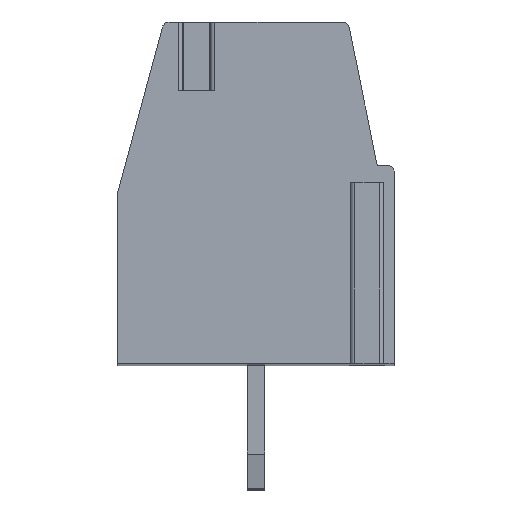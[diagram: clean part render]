
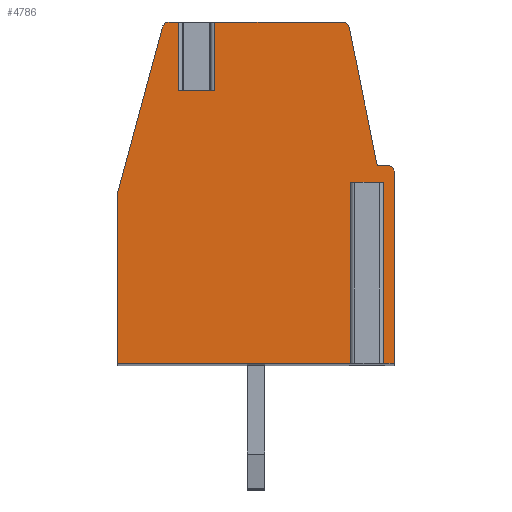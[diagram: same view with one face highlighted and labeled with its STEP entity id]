
A CAD part, top view. The second image highlights one B-rep face of the part: STEP entity #4786.
In plain terms, the highlighted planar face has unit normal (0, 0, 1).
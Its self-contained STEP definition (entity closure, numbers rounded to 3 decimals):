
#254=DIRECTION('',(-1.,0.,0.));
#255=VECTOR('',#254,1.07);
#256=CARTESIAN_POINT('',(-1.21,3.,2.5));
#257=LINE('',#256,#255);
#258=DIRECTION('',(0.,1.,0.));
#259=VECTOR('',#258,2.);
#260=CARTESIAN_POINT('',(-1.21,3.,2.5));
#261=LINE('',#260,#259);
#262=DIRECTION('',(-1.,0.,0.));
#263=VECTOR('',#262,3.746);
#264=CARTESIAN_POINT('',(2.536,5.,2.5));
#265=LINE('',#264,#263);
#266=CARTESIAN_POINT('',(2.536,4.8,2.5));
#267=DIRECTION('',(0.,0.,1.));
#268=DIRECTION('',(0.98,0.198,0.));
#269=AXIS2_PLACEMENT_3D('',#266,#267,#268);
#271=DIRECTION('',(-0.198,0.98,0.));
#272=VECTOR('',#271,4.122);
#273=CARTESIAN_POINT('',(3.55,0.8,2.5));
#274=LINE('',#273,#272);
#275=DIRECTION('',(-1.,0.,0.));
#276=VECTOR('',#275,0.3);
#277=CARTESIAN_POINT('',(3.85,0.8,2.5));
#278=LINE('',#277,#276);
#279=CARTESIAN_POINT('',(3.85,0.6,2.5));
#280=DIRECTION('',(0.,0.,1.));
#281=DIRECTION('',(1.,0.,0.));
#282=AXIS2_PLACEMENT_3D('',#279,#280,#281);
#284=DIRECTION('',(0.,1.,0.));
#285=VECTOR('',#284,5.6);
#286=CARTESIAN_POINT('',(4.05,-5.,2.5));
#287=LINE('',#286,#285);
#288=DIRECTION('',(1.,0.,0.));
#289=VECTOR('',#288,0.495);
#290=CARTESIAN_POINT('',(3.555,-5.,2.5));
#291=LINE('',#290,#289);
#292=DIRECTION('',(0.,1.,0.));
#293=VECTOR('',#292,5.3);
#294=CARTESIAN_POINT('',(3.555,-5.,2.5));
#295=LINE('',#294,#293);
#296=DIRECTION('',(1.,0.,0.));
#297=VECTOR('',#296,0.6);
#298=CARTESIAN_POINT('',(2.955,0.3,2.5));
#299=LINE('',#298,#297);
#300=DIRECTION('',(0.,1.,0.));
#301=VECTOR('',#300,5.3);
#302=CARTESIAN_POINT('',(2.955,-5.,2.5));
#303=LINE('',#302,#301);
#304=DIRECTION('',(1.,0.,0.));
#305=VECTOR('',#304,7.005);
#306=CARTESIAN_POINT('',(-4.05,-5.,2.5));
#307=LINE('',#306,#305);
#308=DIRECTION('',(0.,-1.,0.));
#309=VECTOR('',#308,5.);
#310=CARTESIAN_POINT('',(-4.05,0.,2.5));
#311=LINE('',#310,#309);
#312=DIRECTION('',(-0.261,-0.965,0.));
#313=VECTOR('',#312,5.026);
#314=CARTESIAN_POINT('',(-2.74,4.852,2.5));
#315=LINE('',#314,#313);
#316=CARTESIAN_POINT('',(-2.547,4.8,2.5));
#317=DIRECTION('',(0.,0.,1.));
#318=DIRECTION('',(0.,1.,0.));
#319=AXIS2_PLACEMENT_3D('',#316,#317,#318);
#321=DIRECTION('',(-1.,0.,0.));
#322=VECTOR('',#321,0.267);
#323=CARTESIAN_POINT('',(-2.28,5.,2.5));
#324=LINE('',#323,#322);
#325=DIRECTION('',(0.,1.,0.));
#326=VECTOR('',#325,2.);
#327=CARTESIAN_POINT('',(-2.28,3.,2.5));
#328=LINE('',#327,#326);
#3501=CARTESIAN_POINT('',(4.05,-5.,2.5));
#3502=CARTESIAN_POINT('',(4.05,0.6,2.5));
#3503=VERTEX_POINT('',#3501);
#3504=VERTEX_POINT('',#3502);
#3505=CARTESIAN_POINT('',(3.85,0.8,2.5));
#3506=VERTEX_POINT('',#3505);
#3507=CARTESIAN_POINT('',(3.55,0.8,2.5));
#3508=VERTEX_POINT('',#3507);
#3509=CARTESIAN_POINT('',(2.732,4.84,2.5));
#3510=VERTEX_POINT('',#3509);
#3511=CARTESIAN_POINT('',(2.536,5.,2.5));
#3512=VERTEX_POINT('',#3511);
#3513=CARTESIAN_POINT('',(-2.547,5.,2.5));
#3514=CARTESIAN_POINT('',(-2.74,4.852,2.5));
#3515=VERTEX_POINT('',#3513);
#3516=VERTEX_POINT('',#3514);
#3517=CARTESIAN_POINT('',(-4.05,0.,2.5));
#3518=VERTEX_POINT('',#3517);
#3519=CARTESIAN_POINT('',(-4.05,-5.,2.5));
#3520=VERTEX_POINT('',#3519);
#3537=CARTESIAN_POINT('',(2.955,0.3,2.5));
#3538=CARTESIAN_POINT('',(3.555,0.3,2.5));
#3539=VERTEX_POINT('',#3537);
#3540=VERTEX_POINT('',#3538);
#3541=CARTESIAN_POINT('',(2.955,-5.,2.5));
#3542=VERTEX_POINT('',#3541);
#3543=CARTESIAN_POINT('',(3.555,-5.,2.5));
#3544=VERTEX_POINT('',#3543);
#3613=CARTESIAN_POINT('',(-1.21,3.,2.5));
#3614=CARTESIAN_POINT('',(-2.28,3.,2.5));
#3615=VERTEX_POINT('',#3613);
#3616=VERTEX_POINT('',#3614);
#3617=CARTESIAN_POINT('',(-2.28,5.,2.5));
#3618=VERTEX_POINT('',#3617);
#3619=CARTESIAN_POINT('',(-1.21,5.,2.5));
#3620=VERTEX_POINT('',#3619);
#4746=CARTESIAN_POINT('',(0.,0.,2.5));
#4747=DIRECTION('',(0.,0.,1.));
#4748=DIRECTION('',(1.,0.,0.));
#4749=AXIS2_PLACEMENT_3D('',#4746,#4747,#4748);
#4750=PLANE('',#4749);
#4752=ORIENTED_EDGE('',*,*,#4751,.F.);
#4753=ORIENTED_EDGE('',*,*,#4737,.T.);
#4754=ORIENTED_EDGE('',*,*,#4636,.F.);
#4756=ORIENTED_EDGE('',*,*,#4755,.F.);
#4758=ORIENTED_EDGE('',*,*,#4757,.F.);
#4760=ORIENTED_EDGE('',*,*,#4759,.F.);
#4762=ORIENTED_EDGE('',*,*,#4761,.F.);
#4764=ORIENTED_EDGE('',*,*,#4763,.F.);
#4766=ORIENTED_EDGE('',*,*,#4765,.F.);
#4768=ORIENTED_EDGE('',*,*,#4767,.T.);
#4770=ORIENTED_EDGE('',*,*,#4769,.F.);
#4772=ORIENTED_EDGE('',*,*,#4771,.F.);
#4774=ORIENTED_EDGE('',*,*,#4773,.F.);
#4776=ORIENTED_EDGE('',*,*,#4775,.F.);
#4778=ORIENTED_EDGE('',*,*,#4777,.F.);
#4780=ORIENTED_EDGE('',*,*,#4779,.F.);
#4781=ORIENTED_EDGE('',*,*,#4619,.F.);
#4783=ORIENTED_EDGE('',*,*,#4782,.F.);
#4784=EDGE_LOOP('',(#4752,#4753,#4754,#4756,#4758,#4760,#4762,#4764,#4766,#4768,
#4770,#4772,#4774,#4776,#4778,#4780,#4781,#4783));
#4785=FACE_OUTER_BOUND('',#4784,.F.);
#270=CIRCLE('',#269,0.2);
#283=CIRCLE('',#282,0.2);
#320=CIRCLE('',#319,0.2);
#4619=EDGE_CURVE('',#3618,#3515,#324,.T.);
#4636=EDGE_CURVE('',#3512,#3620,#265,.T.);
#4737=EDGE_CURVE('',#3615,#3620,#261,.T.);
#4751=EDGE_CURVE('',#3615,#3616,#257,.T.);
#4755=EDGE_CURVE('',#3510,#3512,#270,.T.);
#4757=EDGE_CURVE('',#3508,#3510,#274,.T.);
#4759=EDGE_CURVE('',#3506,#3508,#278,.T.);
#4761=EDGE_CURVE('',#3504,#3506,#283,.T.);
#4763=EDGE_CURVE('',#3503,#3504,#287,.T.);
#4765=EDGE_CURVE('',#3544,#3503,#291,.T.);
#4767=EDGE_CURVE('',#3544,#3540,#295,.T.);
#4769=EDGE_CURVE('',#3539,#3540,#299,.T.);
#4771=EDGE_CURVE('',#3542,#3539,#303,.T.);
#4773=EDGE_CURVE('',#3520,#3542,#307,.T.);
#4775=EDGE_CURVE('',#3518,#3520,#311,.T.);
#4777=EDGE_CURVE('',#3516,#3518,#315,.T.);
#4779=EDGE_CURVE('',#3515,#3516,#320,.T.);
#4782=EDGE_CURVE('',#3616,#3618,#328,.T.);
#4786=ADVANCED_FACE('',(#4785),#4750,.T.);
